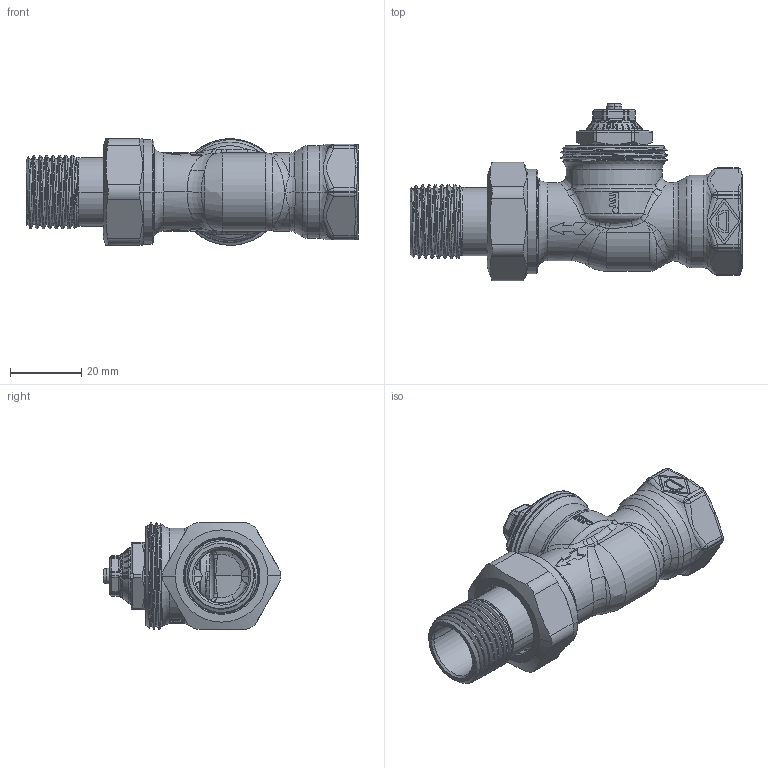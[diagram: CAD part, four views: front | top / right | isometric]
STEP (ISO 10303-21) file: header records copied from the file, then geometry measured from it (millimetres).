
FILE_DESCRIPTION((''),'2;1');
FILE_NAME('3932-02-000-GEW-O-BAU_SW0002','2015-03-06T',('marann'),(''),'PRO/ENGINEER BY PARAMETRIC TECHNOLOGY CORPORATION, 2011490','PRO/ENGINEER BY PARAMETRIC TECHNOLOGY CORPORATION, 2011490','');
FILE_SCHEMA(('CONFIG_CONTROL_DESIGN'));
Products named in the file (1): 3932-02-000-GEW-O-BAU_SW0002
Bounding box: 93.48 x 50.05 x 30 mm (x, y, z)
Volume: 27738.9 mm3; surface area: 23218.1 mm2
Topology: 2 solids, 2 shells, 1264 faces, 3230 edges, 2001 vertices
Faces by surface type: plane 364, cylinder 358, bspline 226, cone 139, torus 99, extrusion 50, sphere 28
Entity records: 61378 total; most frequent: CARTESIAN_POINT 33083, ORIENTED_EDGE 6456, DIRECTION 5178, EDGE_CURVE 3228, AXIS2_PLACEMENT_3D 2035, VERTEX_POINT 2001, EDGE_LOOP 1311, FACE_OUTER_BOUND 1264
